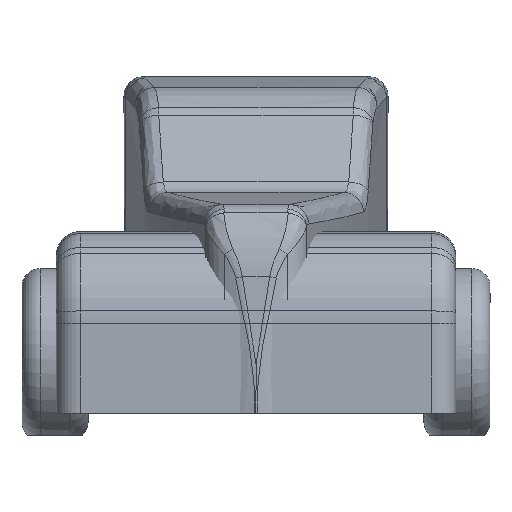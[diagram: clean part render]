
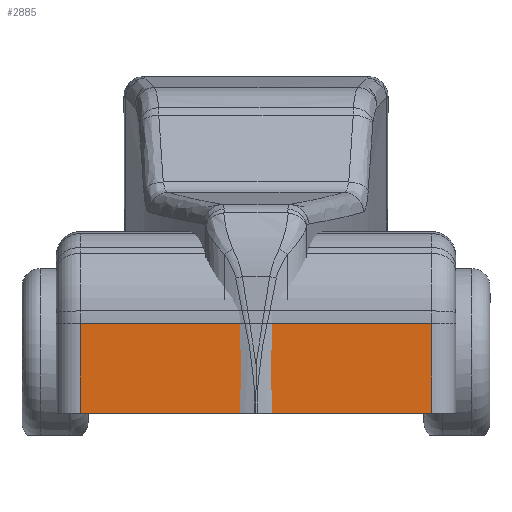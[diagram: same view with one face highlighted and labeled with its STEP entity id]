
A CAD part, left-side view. The second image highlights one B-rep face of the part: STEP entity #2885.
In plain terms, the highlighted planar face has unit normal (-1, 0, 0).
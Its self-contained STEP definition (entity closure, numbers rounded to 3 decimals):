
#107=PLANE('',#3272);
#354=FACE_OUTER_BOUND('',#542,.T.);
#542=EDGE_LOOP('',(#2286,#2287,#2288,#2289));
#632=LINE('',#4404,#738);
#668=LINE('',#4699,#774);
#671=LINE('',#4705,#777);
#673=LINE('',#4711,#779);
#738=VECTOR('',#3438,0.394);
#774=VECTOR('',#3764,0.394);
#777=VECTOR('',#3769,0.394);
#779=VECTOR('',#3777,0.394);
#1088=VERTEX_POINT('',#4400);
#1090=VERTEX_POINT('',#4403);
#1180=VERTEX_POINT('',#4697);
#1182=VERTEX_POINT('',#4704);
#1367=EDGE_CURVE('',#1090,#1088,#632,.T.);
#1505=EDGE_CURVE('',#1088,#1180,#668,.T.);
#1508=EDGE_CURVE('',#1090,#1182,#671,.T.);
#1512=EDGE_CURVE('',#1182,#1180,#673,.T.);
#2286=ORIENTED_EDGE('',*,*,#1505,.T.);
#2287=ORIENTED_EDGE('',*,*,#1512,.F.);
#2288=ORIENTED_EDGE('',*,*,#1508,.F.);
#2289=ORIENTED_EDGE('',*,*,#1367,.T.);
#2885=ADVANCED_FACE('',(#354),#107,.T.);
#3272=AXIS2_PLACEMENT_3D('',#4889,#4031,#4032);
#3438=DIRECTION('',(0.,0.,-1.));
#3764=DIRECTION('',(0.,-1.,0.));
#3769=DIRECTION('',(0.,-1.,0.));
#3777=DIRECTION('',(0.,0.,-1.));
#4031=DIRECTION('center_axis',(-1.,0.,0.));
#4032=DIRECTION('ref_axis',(0.,0.,
-1.));
#4400=CARTESIAN_POINT('',(-1.306,0.571,0.072));
#4403=CARTESIAN_POINT('',(-1.306,0.571,0.364));
#4404=CARTESIAN_POINT('',(-1.306,0.571,0.218));
#4697=CARTESIAN_POINT('',(-1.306,-0.571,0.072));
#4699=CARTESIAN_POINT('',(-1.306,0.,0.072));
#4704=CARTESIAN_POINT('',(-1.306,-0.571,0.364));
#4705=CARTESIAN_POINT('',(-1.306,0.,0.364));
#4711=CARTESIAN_POINT('',(-1.306,-0.571,0.218));
#4889=CARTESIAN_POINT('Origin',(-1.306,0.,0.364));
